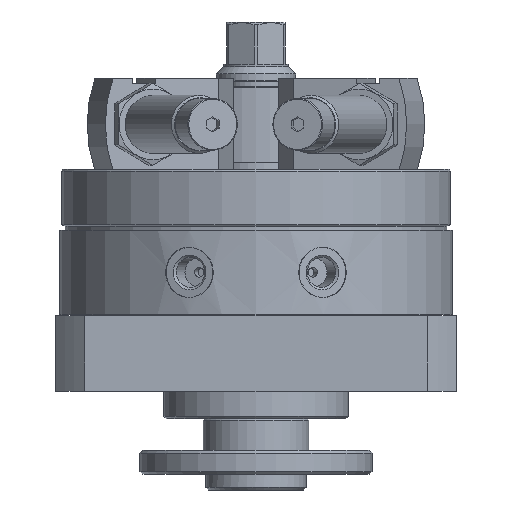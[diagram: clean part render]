
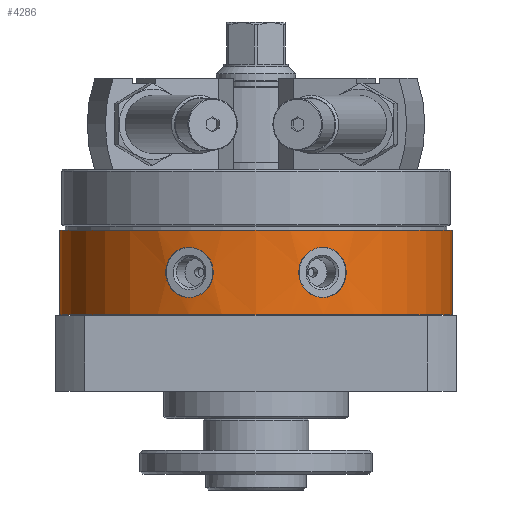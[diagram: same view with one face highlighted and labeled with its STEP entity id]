
A CAD part, front view. The second image highlights one B-rep face of the part: STEP entity #4286.
In plain terms, the highlighted cylindrical face has radius 74.5 mm (diameter 149 mm), a full revolution.
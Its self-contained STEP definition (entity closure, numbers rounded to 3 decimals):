
#171=B_SPLINE_CURVE_WITH_KNOTS('',3,(#6791,#6792,#6793,#6794,#6795,#6796,
#6797,#6798,#6799,#6800,#6801,#6802,#6803,#6804,#6805,#6806,#6807,#6808,
#6809),.UNSPECIFIED.,.T.,.F.,(1,1,1,1,1,1,1,1,1,1,1,1,1,1,1,1,1,1,1,1,1,
1,1),(-0.011,-0.007,-0.004,0.,
0.004,0.007,0.011,0.015,
0.019,0.022,0.026,0.03,
0.033,0.037,0.041,0.045,
0.048,0.052,0.056,0.059,
0.063,0.067,0.071),.UNSPECIFIED.);
#172=B_SPLINE_CURVE_WITH_KNOTS('',3,(#6813,#6814,#6815,#6816,#6817,#6818,
#6819,#6820,#6821,#6822,#6823,#6824,#6825,#6826,#6827,#6828,#6829,#6830,
#6831),.UNSPECIFIED.,.T.,.F.,(1,1,1,1,1,1,1,1,1,1,1,1,1,1,1,1,1,1,1,1,1,
1,1),(-0.011,-0.007,-0.004,0.,
0.004,0.007,0.011,0.015,
0.019,0.022,0.026,0.03,
0.033,0.037,0.041,0.045,
0.048,0.052,0.056,0.059,
0.063,0.067,0.071),.UNSPECIFIED.);
#640=CYLINDRICAL_SURFACE('',#4694,74.5);
#749=ORIENTED_EDGE('',*,*,#1846,.F.);
#750=ORIENTED_EDGE('',*,*,#1847,.F.);
#751=ORIENTED_EDGE('',*,*,#1848,.T.);
#752=ORIENTED_EDGE('',*,*,#1849,.F.);
#1846=EDGE_CURVE('',#2395,#2395,#2821,.T.);
#1847=EDGE_CURVE('',#2396,#2396,#171,.T.);
#1848=EDGE_CURVE('',#2397,#2397,#2822,.T.);
#1849=EDGE_CURVE('',#2398,#2398,#172,.T.);
#2395=VERTEX_POINT('',#6790);
#2396=VERTEX_POINT('',#6810);
#2397=VERTEX_POINT('',#6812);
#2398=VERTEX_POINT('',#6832);
#2821=CIRCLE('',#4695,74.5);
#2822=CIRCLE('',#4696,74.5);
#3121=EDGE_LOOP('',(#749));
#3122=EDGE_LOOP('',(#750));
#3123=EDGE_LOOP('',(#751));
#3124=EDGE_LOOP('',(#752));
#3639=FACE_BOUND('',#3121,.T.);
#3640=FACE_BOUND('',#3122,.T.);
#3641=FACE_BOUND('',#3123,.T.);
#3642=FACE_BOUND('',#3124,.T.);
#4286=ADVANCED_FACE('',(#3639,#3640,#3641,#3642),#640,.T.);
#4694=AXIS2_PLACEMENT_3D('',#6788,#5326,#5327);
#4695=AXIS2_PLACEMENT_3D('',#6789,#5328,#5329);
#4696=AXIS2_PLACEMENT_3D('',#6811,#5330,#5331);
#5326=DIRECTION('',(1.,0.,0.));
#5327=DIRECTION('',(0.,0.,-1.));
#5328=DIRECTION('',(1.,0.,0.));
#5329=DIRECTION('',(0.,0.,-1.));
#5330=DIRECTION('',(1.,0.,0.));
#5331=DIRECTION('',(0.,0.,-1.));
#6788=CARTESIAN_POINT('',(-29.,0.,0.));
#6789=CARTESIAN_POINT('',(-29.,0.,0.));
#6790=CARTESIAN_POINT('',(-29.,0.,-74.5));
#6791=CARTESIAN_POINT('',(-41.252,-66.421,33.751));
#6792=CARTESIAN_POINT('',(-45.003,-66.07,34.423));
#6793=CARTESIAN_POINT('',(-48.736,-66.419,33.755));
#6794=CARTESIAN_POINT('',(-51.893,-67.365,31.852));
#6795=CARTESIAN_POINT('',(-54.003,-68.668,28.968));
#6796=CARTESIAN_POINT('',(-54.748,-70.036,25.497));
#6797=CARTESIAN_POINT('',(-54.007,-71.22,21.956));
#6798=CARTESIAN_POINT('',(-51.895,-72.079,18.902));
#6799=CARTESIAN_POINT('',(-48.735,-72.577,16.835));
#6800=CARTESIAN_POINT('',(-45.004,-72.738,16.101));
#6801=CARTESIAN_POINT('',(-41.273,-72.578,16.832));
#6802=CARTESIAN_POINT('',(-38.115,-72.081,18.894));
#6803=CARTESIAN_POINT('',(-36.,-71.225,21.939));
#6804=CARTESIAN_POINT('',(-35.252,-70.041,25.483));
#6805=CARTESIAN_POINT('',(-35.993,-68.67,28.962));
#6806=CARTESIAN_POINT('',(-38.105,-67.367,31.848));
#6807=CARTESIAN_POINT('',(-41.252,-66.421,33.751));
#6808=CARTESIAN_POINT('',(-45.003,-66.07,34.423));
#6809=CARTESIAN_POINT('',(-48.736,-66.419,33.755));
#6810=CARTESIAN_POINT('',(-45.,-66.186,34.2));
#6811=CARTESIAN_POINT('',(-61.,0.,0.));
#6812=CARTESIAN_POINT('',(-61.,0.,-74.5));
#6813=CARTESIAN_POINT('',(-41.252,-72.576,-16.839));
#6814=CARTESIAN_POINT('',(-45.003,-72.739,-16.099));
#6815=CARTESIAN_POINT('',(-48.736,-72.577,-16.836));
#6816=CARTESIAN_POINT('',(-51.893,-72.079,-18.902));
#6817=CARTESIAN_POINT('',(-54.003,-71.223,-21.948));
#6818=CARTESIAN_POINT('',(-54.748,-70.04,-25.486));
#6819=CARTESIAN_POINT('',(-54.007,-68.671,-28.96));
#6820=CARTESIAN_POINT('',(-51.895,-67.366,-31.851));
#6821=CARTESIAN_POINT('',(-48.735,-66.419,-33.756));
#6822=CARTESIAN_POINT('',(-45.004,-66.071,-34.421));
#6823=CARTESIAN_POINT('',(-41.273,-66.417,-33.758));
#6824=CARTESIAN_POINT('',(-38.115,-67.362,-31.859));
#6825=CARTESIAN_POINT('',(-36.,-68.664,-28.976));
#6826=CARTESIAN_POINT('',(-35.252,-70.035,-25.5));
#6827=CARTESIAN_POINT('',(-35.993,-71.221,-21.955));
#6828=CARTESIAN_POINT('',(-38.105,-72.078,-18.906));
#6829=CARTESIAN_POINT('',(-41.252,-72.576,-16.839));
#6830=CARTESIAN_POINT('',(-45.003,-72.739,-16.099));
#6831=CARTESIAN_POINT('',(-48.736,-72.577,-16.836));
#6832=CARTESIAN_POINT('',(-45.,-72.685,-16.345));
